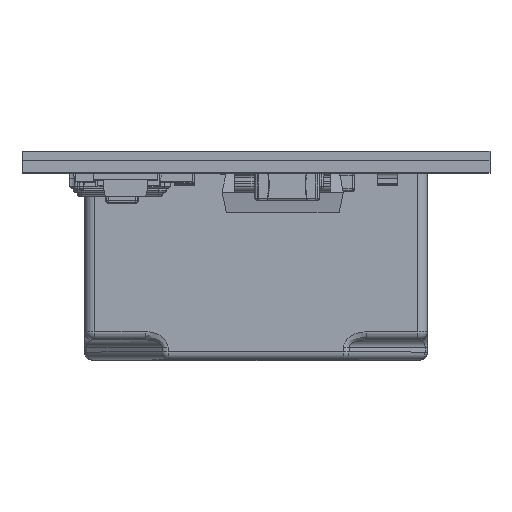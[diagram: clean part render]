
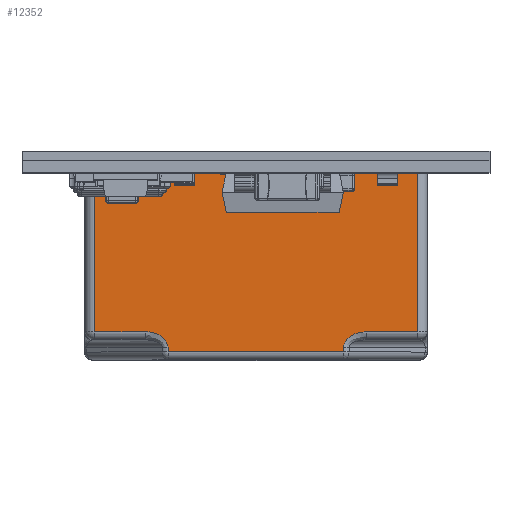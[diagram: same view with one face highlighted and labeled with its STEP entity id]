
A CAD part, top view. The second image highlights one B-rep face of the part: STEP entity #12352.
In plain terms, the highlighted planar face has unit normal (0, 0, 1).
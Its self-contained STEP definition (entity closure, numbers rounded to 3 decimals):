
#398 = VERTEX_POINT ( 'NONE', #24047 ) ;
#549 = CARTESIAN_POINT ( 'NONE',  ( -2.18, -4.4, 4.25 ) ) ;
#1074 = ORIENTED_EDGE ( 'NONE', *, *, #26778, .T. ) ;
#1489 = CARTESIAN_POINT ( 'NONE',  ( -4., 0., 4.25 ) ) ;
#2128 = EDGE_CURVE ( 'NONE', #398, #37129, #9732, .T. ) ;
#2713 = VECTOR ( 'NONE', #40696, 1000. ) ;
#2956 = VERTEX_POINT ( 'NONE', #38112 ) ;
#3654 = VERTEX_POINT ( 'NONE', #1489 ) ;
#4192 = CARTESIAN_POINT ( 'NONE',  ( 2.165, -4.4, 4.25 ) ) ;
#7062 = ORIENTED_EDGE ( 'NONE', *, *, #2128, .F. ) ;
#7349 = VERTEX_POINT ( 'NONE', #34465 ) ;
#7613 = ORIENTED_EDGE ( 'NONE', *, *, #38609, .T. ) ;
#7783 = VERTEX_POINT ( 'NONE', #32567 ) ;
#8725 = EDGE_CURVE ( 'NONE', #2956, #32328, #20288, .T. ) ;
#9147 = ORIENTED_EDGE ( 'NONE', *, *, #25874, .F. ) ;
#9185 = LINE ( 'NONE', #37832, #2713 ) ;
#9732 =( BOUNDED_CURVE ( )  B_SPLINE_CURVE ( 3, ( #549, #10711, #23345, #13602 ),
 .UNSPECIFIED., .F., .F. ) 
 B_SPLINE_CURVE_WITH_KNOTS ( ( 4, 4 ),
 ( 0., 1.571 ),
 .UNSPECIFIED. ) 
 CURVE ( )  GEOMETRIC_REPRESENTATION_ITEM ( )  RATIONAL_B_SPLINE_CURVE ( ( 1., 0.805, 0.805, 1. ) ) 
 REPRESENTATION_ITEM ( '' )  );
#9779 = VECTOR ( 'NONE', #22852, 1000. ) ;
#10063 = DIRECTION ( 'NONE',  ( 0., 0., -1. ) ) ;
#10229 = LINE ( 'NONE', #13540, #21267 ) ;
#10711 = CARTESIAN_POINT ( 'NONE',  ( -2.18, -4.166, 4.25 ) ) ;
#11223 = CARTESIAN_POINT ( 'NONE',  ( -2.743, -4., 4.25 ) ) ;
#11477 = AXIS2_PLACEMENT_3D ( 'NONE', #32676, #10063, #26187 ) ;
#11485 = ORIENTED_EDGE ( 'NONE', *, *, #15926, .T. ) ;
#11954 = DIRECTION ( 'NONE',  ( 1., 0., 0. ) ) ;
#12352 = ADVANCED_FACE ( 'NONE', ( #20190 ), #26601, .F. ) ;
#12631 =( BOUNDED_CURVE ( )  B_SPLINE_CURVE ( 3, ( #39437, #23872, #35939, #4192 ),
 .UNSPECIFIED., .F., .F. ) 
 B_SPLINE_CURVE_WITH_KNOTS ( ( 4, 4 ),
 ( 1.571, 3.142 ),
 .UNSPECIFIED. ) 
 CURVE ( )  GEOMETRIC_REPRESENTATION_ITEM ( )  RATIONAL_B_SPLINE_CURVE ( ( 1., 0.805, 0.805, 1. ) ) 
 REPRESENTATION_ITEM ( '' )  );
#13461 = ORIENTED_EDGE ( 'NONE', *, *, #34818, .T. ) ;
#13540 = CARTESIAN_POINT ( 'NONE',  ( -2.18, -4.7, 4.25 ) ) ;
#13602 = CARTESIAN_POINT ( 'NONE',  ( -2.743, -4., 4.25 ) ) ;
#15073 = EDGE_CURVE ( 'NONE', #2956, #7783, #12631, .T. ) ;
#15298 = CARTESIAN_POINT ( 'NONE',  ( -2.263, -4., 4.25 ) ) ;
#15926 = EDGE_CURVE ( 'NONE', #7349, #7783, #31821, .T. ) ;
#17127 = ORIENTED_EDGE ( 'NONE', *, *, #38566, .T. ) ;
#17704 = VECTOR ( 'NONE', #11954, 1000. ) ;
#18256 = ORIENTED_EDGE ( 'NONE', *, *, #8725, .T. ) ;
#18495 = VERTEX_POINT ( 'NONE', #22902 ) ;
#19388 = DIRECTION ( 'NONE',  ( -1., 0., 0. ) ) ;
#19677 = DIRECTION ( 'NONE',  ( 1., 0., 0. ) ) ;
#20190 = FACE_OUTER_BOUND ( 'NONE', #21842, .T. ) ;
#20288 = LINE ( 'NONE', #26287, #35312 ) ;
#21267 = VECTOR ( 'NONE', #22849, 1000. ) ;
#21511 = LINE ( 'NONE', #15298, #24886 ) ;
#21842 = EDGE_LOOP ( 'NONE', ( #28188, #18256, #17127, #13461, #9147, #1074, #7062, #7613, #39667, #11485 ) ) ;
#22849 = DIRECTION ( 'NONE',  ( 0., -1., 0. ) ) ;
#22852 = DIRECTION ( 'NONE',  ( 0., 1., 0. ) ) ;
#22902 = CARTESIAN_POINT ( 'NONE',  ( -2.18, -4.5, 4.25 ) ) ;
#23193 = LINE ( 'NONE', #32768, #28163 ) ;
#23345 = CARTESIAN_POINT ( 'NONE',  ( -2.413, -4., 4.25 ) ) ;
#23872 = CARTESIAN_POINT ( 'NONE',  ( 2.401, -4., 4.25 ) ) ;
#24047 = CARTESIAN_POINT ( 'NONE',  ( -2.18, -4.4, 4.25 ) ) ;
#24886 = VECTOR ( 'NONE', #37309, 1000. ) ;
#25391 = LINE ( 'NONE', #37266, #17704 ) ;
#25874 = EDGE_CURVE ( 'NONE', #33854, #3654, #23193, .T. ) ;
#26187 = DIRECTION ( 'NONE',  ( -1., 0., 0. ) ) ;
#26287 = CARTESIAN_POINT ( 'NONE',  ( 4., -4., 4.25 ) ) ;
#26446 = CARTESIAN_POINT ( 'NONE',  ( -4., -4., 4.25 ) ) ;
#26601 = PLANE ( 'NONE',  #11477 ) ;
#26778 = EDGE_CURVE ( 'NONE', #33854, #37129, #21511, .T. ) ;
#27249 = CARTESIAN_POINT ( 'NONE',  ( 4., -4., 4.25 ) ) ;
#28163 = VECTOR ( 'NONE', #33950, 1000. ) ;
#28188 = ORIENTED_EDGE ( 'NONE', *, *, #15073, .F. ) ;
#30487 = EDGE_CURVE ( 'NONE', #18495, #7349, #25391, .T. ) ;
#30808 = CARTESIAN_POINT ( 'NONE',  ( 4., 0., 4.25 ) ) ;
#31821 = LINE ( 'NONE', #38239, #9779 ) ;
#32328 = VERTEX_POINT ( 'NONE', #27249 ) ;
#32567 = CARTESIAN_POINT ( 'NONE',  ( 2.165, -4.4, 4.25 ) ) ;
#32676 = CARTESIAN_POINT ( 'NONE',  ( -4., -4.7, 4.25 ) ) ;
#32768 = CARTESIAN_POINT ( 'NONE',  ( -4., -4.7, 4.25 ) ) ;
#33854 = VERTEX_POINT ( 'NONE', #26446 ) ;
#33950 = DIRECTION ( 'NONE',  ( 0., 1., 0. ) ) ;
#34465 = CARTESIAN_POINT ( 'NONE',  ( 2.165, -4.5, 4.25 ) ) ;
#34818 = EDGE_CURVE ( 'NONE', #36165, #3654, #35176, .T. ) ;
#35176 = LINE ( 'NONE', #38482, #39790 ) ;
#35312 = VECTOR ( 'NONE', #19677, 1000. ) ;
#35939 = CARTESIAN_POINT ( 'NONE',  ( 2.165, -4.166, 4.25 ) ) ;
#36165 = VERTEX_POINT ( 'NONE', #30808 ) ;
#37129 = VERTEX_POINT ( 'NONE', #11223 ) ;
#37266 = CARTESIAN_POINT ( 'NONE',  ( -4., -4.5, 4.25 ) ) ;
#37309 = DIRECTION ( 'NONE',  ( 1., 0., 0. ) ) ;
#37832 = CARTESIAN_POINT ( 'NONE',  ( 4., -4.7, 4.25 ) ) ;
#38112 = CARTESIAN_POINT ( 'NONE',  ( 2.733, -4., 4.25 ) ) ;
#38239 = CARTESIAN_POINT ( 'NONE',  ( 2.165, -4.2, 4.25 ) ) ;
#38482 = CARTESIAN_POINT ( 'NONE',  ( -4., 0., 4.25 ) ) ;
#38566 = EDGE_CURVE ( 'NONE', #32328, #36165, #9185, .T. ) ;
#38609 = EDGE_CURVE ( 'NONE', #398, #18495, #10229, .T. ) ;
#39437 = CARTESIAN_POINT ( 'NONE',  ( 2.733, -4., 4.25 ) ) ;
#39667 = ORIENTED_EDGE ( 'NONE', *, *, #30487, .T. ) ;
#39790 = VECTOR ( 'NONE', #19388, 1000. ) ;
#40696 = DIRECTION ( 'NONE',  ( 0., 1., 0. ) ) ;
